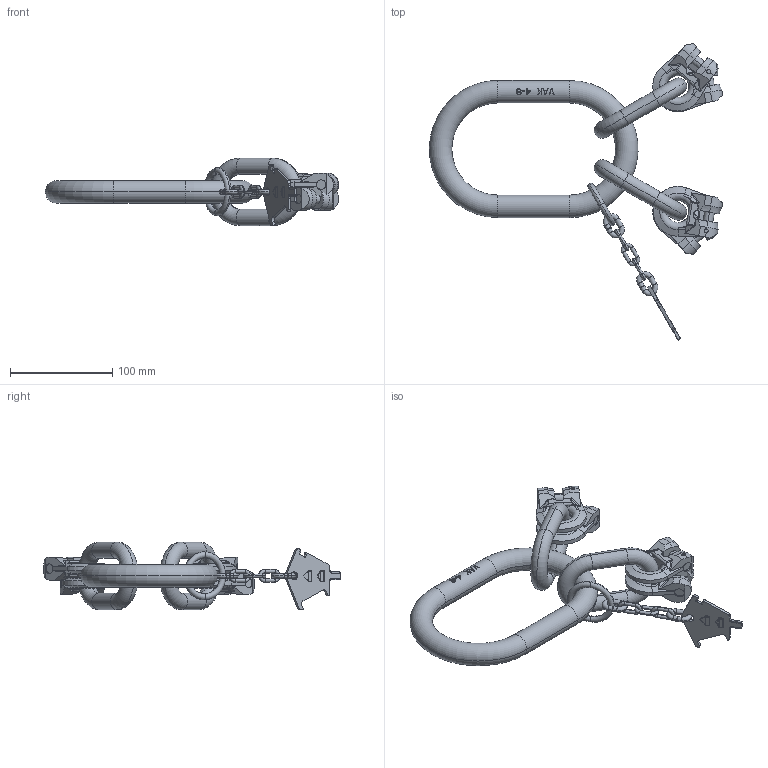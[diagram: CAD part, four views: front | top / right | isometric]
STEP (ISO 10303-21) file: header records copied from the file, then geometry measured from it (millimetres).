
FILE_DESCRIPTION((''),'2;1');
FILE_NAME('3VAK4-8_ASM','2005-01-18T',('jakubetz'),(''),'PRO/ENGINEER BY PARAMETRIC TECHNOLOGY CORPORATION, 2001400','PRO/ENGINEER BY PARAMETRIC TECHNOLOGY CORPORATION, 2001400','');
FILE_SCHEMA(('CONFIG_CONTROL_DESIGN'));
Length unit declared in the file: millimetre
Products named in the file (2): _3VAK4-8; 3VAK4-8_ASM
Assembly tree (1 placements, depth 2):
  3VAK4-8_ASM
    _3VAK4-8
Bounding box: 286.66 x 289.91 x 66.3 mm (x, y, z)
Volume: 394921 mm3; surface area: 98920.1 mm2
Topology: 14 solids, 14 shells, 682 faces, 1792 edges, 1134 vertices
Faces by surface type: plane 383, cylinder 211, torus 48, bspline 32, cone 8
Entity records: 22331 total; most frequent: CARTESIAN_POINT 6103, ORIENTED_EDGE 3584, DIRECTION 3032, EDGE_CURVE 1792, VERTEX_POINT 1134, VECTOR 1068, LINE 1068, AXIS2_PLACEMENT_3D 982
